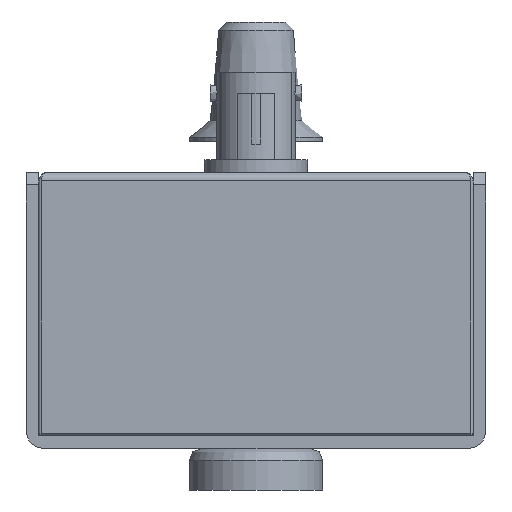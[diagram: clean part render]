
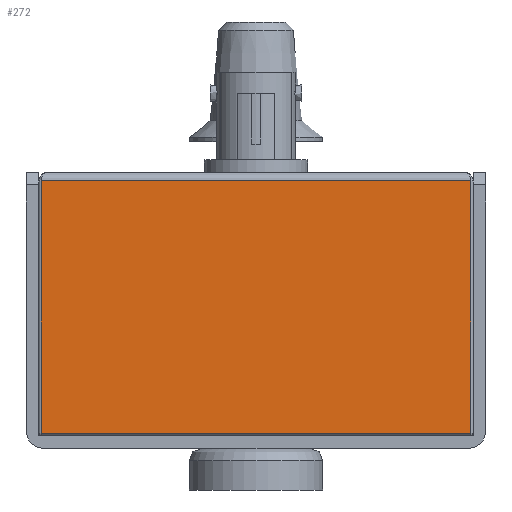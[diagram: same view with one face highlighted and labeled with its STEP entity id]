
A CAD part, left-side view. The second image highlights one B-rep face of the part: STEP entity #272.
In plain terms, the highlighted planar face has unit normal (-1, 0, 0).
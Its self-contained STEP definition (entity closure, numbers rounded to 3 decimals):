
#272 = ADVANCED_FACE( '', ( #644 ), #645, .F. );
#644 = FACE_OUTER_BOUND( '', #1523, .T. );
#645 = PLANE( '', #1524 );
#1523 = EDGE_LOOP( '', ( #2605, #2606, #2607, #2608 ) );
#1524 = AXIS2_PLACEMENT_3D( '', #2609, #2610, #2611 );
#2605 = ORIENTED_EDGE( '', *, *, #3372, .T. );
#2606 = ORIENTED_EDGE( '', *, *, #3377, .T. );
#2607 = ORIENTED_EDGE( '', *, *, #3378, .T. );
#2608 = ORIENTED_EDGE( '', *, *, #3295, .T. );
#2609 = CARTESIAN_POINT( '', ( -42., -26., -31.5 ) );
#2610 = DIRECTION( '', ( 1., 0., 0. ) );
#2611 = DIRECTION( '', ( 0., -1., 0. ) );
#3295 = EDGE_CURVE( '', #3734, #3740, #3742, .F. );
#3372 = EDGE_CURVE( '', #3740, #3559, #3859, .F. );
#3377 = EDGE_CURVE( '', #3559, #3624, #3866, .T. );
#3378 = EDGE_CURVE( '', #3624, #3734, #3867, .T. );
#3559 = VERTEX_POINT( '', #4097 );
#3624 = VERTEX_POINT( '', #4179 );
#3734 = VERTEX_POINT( '', #4461 );
#3740 = VERTEX_POINT( '', #4469 );
#3742 = LINE( '', #4471, #4472 );
#3859 = LINE( '', #4800, #4801 );
#3866 = LINE( '', #4808, #4809 );
#3867 = LINE( '', #4810, #4811 );
#4097 = CARTESIAN_POINT( '', ( -42., -25.7, -31.2 ) );
#4179 = CARTESIAN_POINT( '', ( -42., -25.7, -1. ) );
#4461 = CARTESIAN_POINT( '', ( -42., 25.7, -1. ) );
#4469 = CARTESIAN_POINT( '', ( -42., 25.7, -31.2 ) );
#4471 = CARTESIAN_POINT( '', ( -42., 25.7, -31.5 ) );
#4472 = VECTOR( '', #5296, 1000. );
#4800 = CARTESIAN_POINT( '', ( -42., -26., -31.2 ) );
#4801 = VECTOR( '', #5407, 1000. );
#4808 = CARTESIAN_POINT( '', ( -42., -25.7, -31.5 ) );
#4809 = VECTOR( '', #5414, 1000. );
#4810 = CARTESIAN_POINT( '', ( -42., -26., -1. ) );
#4811 = VECTOR( '', #5415, 1000. );
#5296 = DIRECTION( '', ( 0., 0., 1. ) );
#5407 = DIRECTION( '', ( 0., 1., 0. ) );
#5414 = DIRECTION( '', ( 0., 0., 1. ) );
#5415 = DIRECTION( '', ( 0., 1., 0. ) );
